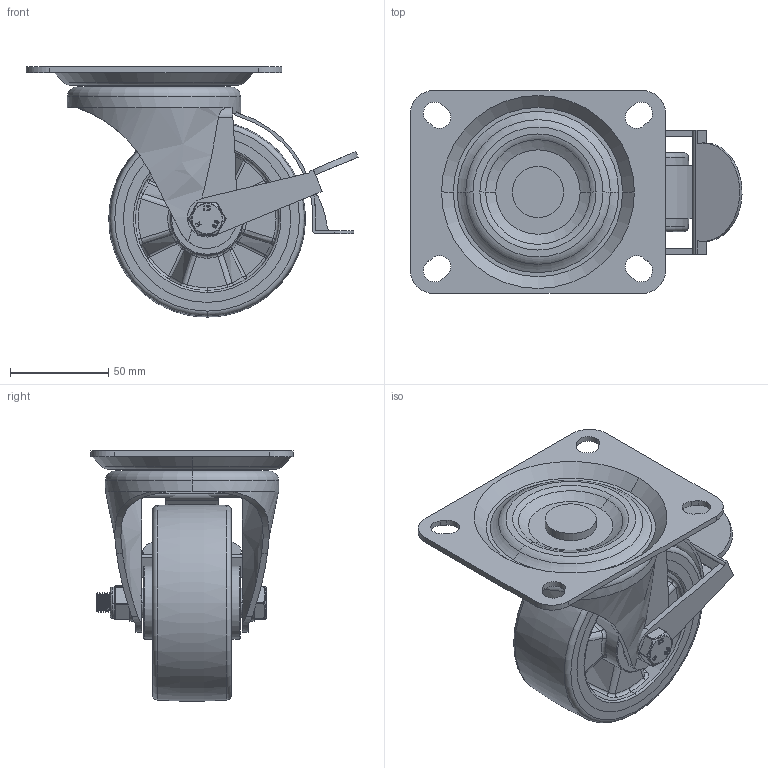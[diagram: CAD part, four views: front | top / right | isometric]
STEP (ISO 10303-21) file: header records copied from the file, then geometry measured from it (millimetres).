
FILE_DESCRIPTION(('STEP AP214'),'1');
FILE_NAME('BZH100XPNBBRLP.STEP','2022-02-16T15:32:35',(' '),(' '),'Spatial InterOp 3D',' ',' ');
FILE_SCHEMA(('AUTOMOTIVE_DESIGN { 1 0 10303 214 1 1 1 1 }'));
Length unit declared in the file: metre
Products named in the file (24): BZH100ASBRLP; ZINC PLATED, PRESSED STEEL TOP PLATE; ZINC PLATED, PRESSED STEEL FORKS; ZINC PLATED, PRESSED STEEL BRAKE; BRAKE PEDAL; BRAKE; BZH100XPNBBRLP; TUBEM15X52CH; ZINC PLATED STEEL TUBE; BZXH100WPNRB; POLYURETHANE TYRE; NYLON RIM; NYLON RIM Geometry; CAP; ROLLER BEARING; CAGE; RIBS; Component4; BOLTM10X80Z8.8; ZINC PLATED STEEL BOLT; NYLOC NUT; RUBBER; NUT; NYLOCM10Z
Assembly tree (30 placements, depth 5):
  BZH100XPNBBRLP
    BZH100ASBRLP
      ZINC PLATED, PRESSED STEEL TOP PLATE
      ZINC PLATED, PRESSED STEEL FORKS
      ZINC PLATED, PRESSED STEEL BRAKE
        BRAKE PEDAL
        BRAKE
    TUBEM15X52CH
      ZINC PLATED STEEL TUBE
    BZXH100WPNRB
      POLYURETHANE TYRE
      NYLON RIM
        NYLON RIM Geometry
        CAP
      ROLLER BEARING
        CAGE
        RIBS
          Component4  x8
    BOLTM10X80Z8.8
      ZINC PLATED STEEL BOLT
    NYLOCM10Z
      NYLOC NUT
        RUBBER
        NUT
Bounding box: 168.64 x 103 x 127.07 mm (x, y, z)
Volume: 338872.7 mm3; surface area: 163895 mm2
Topology: 20 solids, 20 shells, 843 faces, 2042 edges, 1248 vertices
Faces by surface type: cylinder 264, plane 232, torus 110, bspline 106, sphere 73, extrusion 36, offset 16, cone 6
Entity records: 58871 total; most frequent: CARTESIAN_POINT 39239, DIRECTION 4001, ORIENTED_EDGE 3996, EDGE_CURVE 1998, AXIS2_PLACEMENT_3D 1649, VERTEX_POINT 1220, CIRCLE 940, EDGE_LOOP 874
